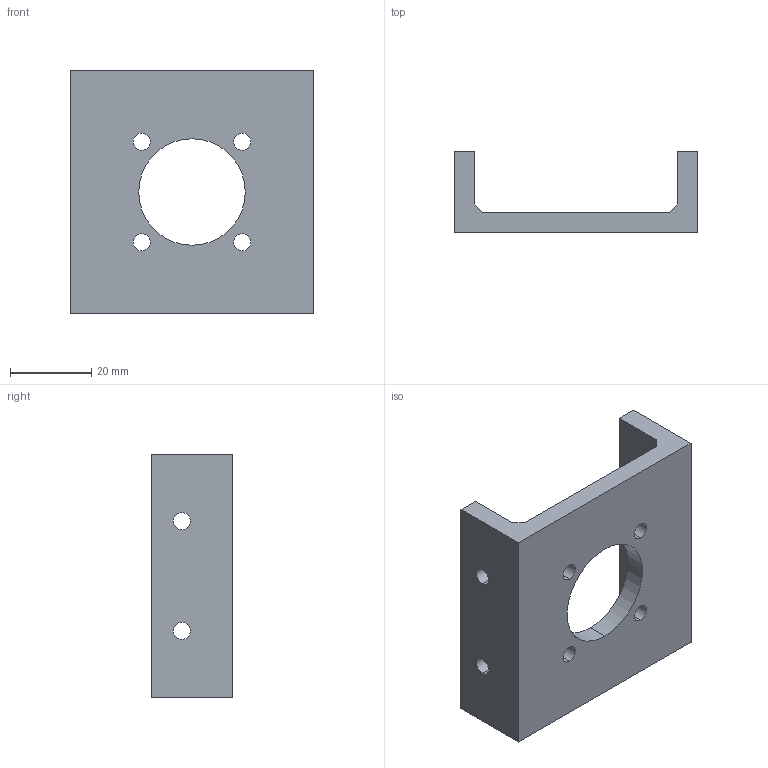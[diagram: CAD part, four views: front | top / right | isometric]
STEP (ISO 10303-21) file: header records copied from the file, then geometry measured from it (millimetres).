
FILE_DESCRIPTION (( 'STEP AP214' ), '1' );
FILE_NAME ('萇儂釱.STEP', '2017-04-09T13:41:32', ( '' ), ( '' ), 'SwSTEP 2.0', 'SolidWorks 2017', '' );
FILE_SCHEMA (( 'AUTOMOTIVE_DESIGN' ));
Length unit declared in the file: millimetre
Products named in the file (1): 萇儂釱
Bounding box: 60 x 20 x 60 mm (x, y, z)
Volume: 23990.2 mm3; surface area: 11806.8 mm2
Topology: 1 solids, 1 shells, 30 faces, 84 edges, 56 vertices
Faces by surface type: cylinder 18, plane 12
Entity records: 1054 total; most frequent: DIRECTION 182, CARTESIAN_POINT 171, ORIENTED_EDGE 168, EDGE_CURVE 84, AXIS2_PLACEMENT_3D 67, VERTEX_POINT 56, LINE 48, EDGE_LOOP 48
